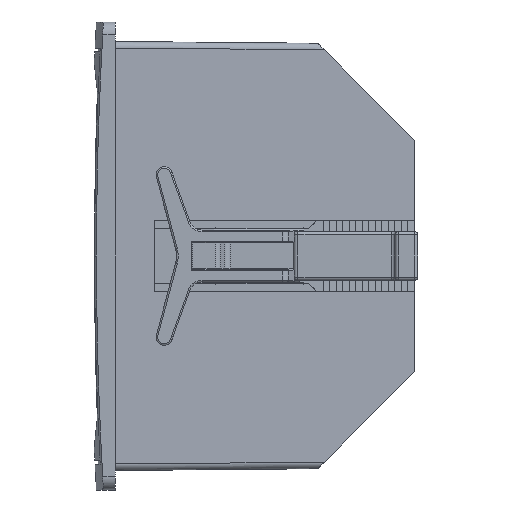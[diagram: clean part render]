
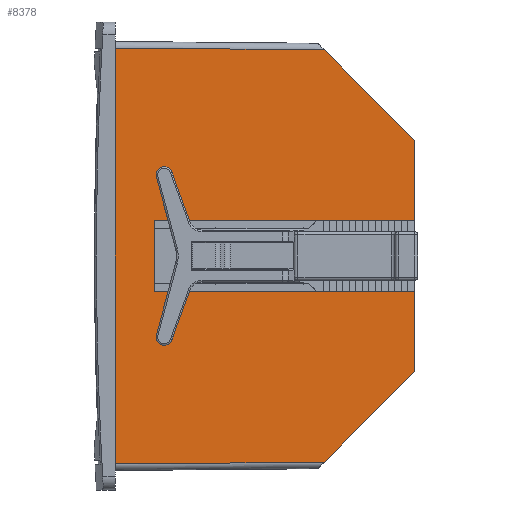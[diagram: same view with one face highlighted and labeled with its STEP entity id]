
A CAD part, left-side view. The second image highlights one B-rep face of the part: STEP entity #8378.
In plain terms, the highlighted face is planar.
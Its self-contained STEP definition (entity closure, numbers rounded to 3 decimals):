
#2647=DIRECTION('',(0.,-1.,0.));
#2648=VECTOR('',#2647,64.);
#2649=CARTESIAN_POINT('',(7.,32.,33.));
#2650=LINE('',#2649,#2648);
#3723=CARTESIAN_POINT('',(-25.131,-31.72,
32.72));
#3791=CARTESIAN_POINT('',(-25.131,31.72,32.72));
#3810=DIRECTION('',(-1.,-0.009,-0.009));
#3811=VECTOR('',#3810,32.133);
#3812=CARTESIAN_POINT('',(7.,32.,33.));
#3813=LINE('',#3812,#3811);
#3817=DIRECTION('',(1.,-0.009,0.009));
#3818=VECTOR('',#3817,32.133);
#3819=CARTESIAN_POINT('',(-25.131,-31.72,
32.72));
#3820=LINE('',#3819,#3818);
#3824=DIRECTION('',(0.704,-0.71,0.006));
#3825=VECTOR('',#3824,19.7);
#3826=CARTESIAN_POINT('',(-39.,-17.729,32.599));
#3827=LINE('',#3826,#3825);
#3831=DIRECTION('',(-0.704,-0.71,-0.006));
#3832=VECTOR('',#3831,19.7);
#3833=CARTESIAN_POINT('',(-25.131,31.72,32.72));
#3834=LINE('',#3833,#3832);
#3901=DIRECTION('',(0.,1.,0.));
#3902=VECTOR('',#3901,12.229);
#3903=CARTESIAN_POINT('',(-39.,5.5,32.599));
#3904=LINE('',#3903,#3902);
#3915=DIRECTION('',(0.,1.,0.));
#3916=VECTOR('',#3915,12.229);
#3917=CARTESIAN_POINT('',(-39.,-17.729,32.599));
#3918=LINE('',#3917,#3916);
#5052=DIRECTION('',(1.,0.,0.009));
#5053=VECTOR('',#5052,40.002);
#5054=CARTESIAN_POINT('',(-39.,5.5,32.599));
#5055=LINE('',#5054,#5053);
#5276=DIRECTION('',(0.,-1.,0.));
#5277=VECTOR('',#5276,11.);
#5278=CARTESIAN_POINT('',(1.,5.5,32.948));
#5279=LINE('',#5278,#5277);
#5395=DIRECTION('',(-1.,0.,-0.009));
#5396=VECTOR('',#5395,40.002);
#5397=CARTESIAN_POINT('',(1.,-5.5,32.948));
#5398=LINE('',#5397,#5396);
#6431=CARTESIAN_POINT('',(-39.,-17.729,32.599));
#6432=CARTESIAN_POINT('',(-39.,-5.5,32.599));
#6433=VERTEX_POINT('',#6431);
#6434=VERTEX_POINT('',#6432);
#6435=CARTESIAN_POINT('',(-39.,5.5,32.599));
#6436=CARTESIAN_POINT('',(-39.,17.729,32.599));
#6437=VERTEX_POINT('',#6435);
#6438=VERTEX_POINT('',#6436);
#6553=CARTESIAN_POINT('',(1.,-5.5,32.948));
#6554=VERTEX_POINT('',#6553);
#6555=CARTESIAN_POINT('',(1.,5.5,32.948));
#6556=VERTEX_POINT('',#6555);
#6657=VERTEX_POINT('',#3791);
#6661=CARTESIAN_POINT('',(7.,32.,33.));
#6662=VERTEX_POINT('',#6661);
#6674=VERTEX_POINT('',#3723);
#6675=CARTESIAN_POINT('',(7.,-32.,33.));
#6676=VERTEX_POINT('',#6675);
#8356=CARTESIAN_POINT('',(7.,35.826,33.));
#8357=DIRECTION('',(0.009,0.,-1.));
#8358=DIRECTION('',(0.,-1.,0.));
#8359=AXIS2_PLACEMENT_3D('',#8356,#8357,#8358);
#8360=PLANE('',#8359);
#8361=ORIENTED_EDGE('',*,*,#8351,.F.);
#8362=ORIENTED_EDGE('',*,*,#7418,.T.);
#8363=ORIENTED_EDGE('',*,*,#8266,.F.);
#8364=ORIENTED_EDGE('',*,*,#8283,.F.);
#8366=ORIENTED_EDGE('',*,*,#8365,.T.);
#8368=ORIENTED_EDGE('',*,*,#8367,.F.);
#8370=ORIENTED_EDGE('',*,*,#8369,.F.);
#8372=ORIENTED_EDGE('',*,*,#8371,.F.);
#8374=ORIENTED_EDGE('',*,*,#8373,.T.);
#8375=ORIENTED_EDGE('',*,*,#8334,.F.);
#8376=EDGE_LOOP('',(#8361,#8362,#8363,#8364,#8366,#8368,#8370,#8372,#8374,
#8375));
#8377=FACE_OUTER_BOUND('',#8376,.F.);
#7418=EDGE_CURVE('',#6662,#6676,#2650,.T.);
#8266=EDGE_CURVE('',#6674,#6676,#3820,.T.);
#8283=EDGE_CURVE('',#6433,#6674,#3827,.T.);
#8334=EDGE_CURVE('',#6657,#6438,#3834,.T.);
#8351=EDGE_CURVE('',#6662,#6657,#3813,.T.);
#8365=EDGE_CURVE('',#6433,#6434,#3918,.T.);
#8367=EDGE_CURVE('',#6554,#6434,#5398,.T.);
#8369=EDGE_CURVE('',#6556,#6554,#5279,.T.);
#8371=EDGE_CURVE('',#6437,#6556,#5055,.T.);
#8373=EDGE_CURVE('',#6437,#6438,#3904,.T.);
#8378=ADVANCED_FACE('',(#8377),#8360,.F.);
